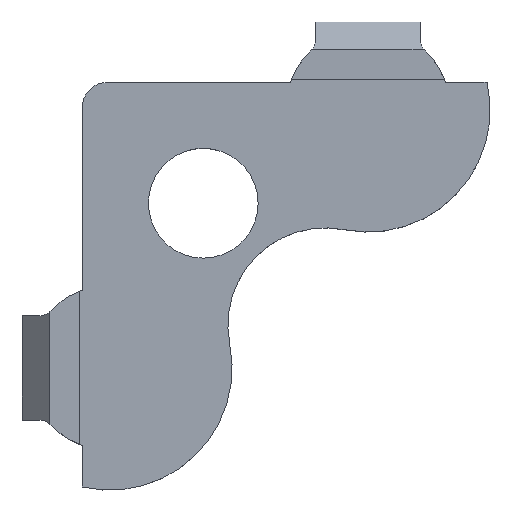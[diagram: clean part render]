
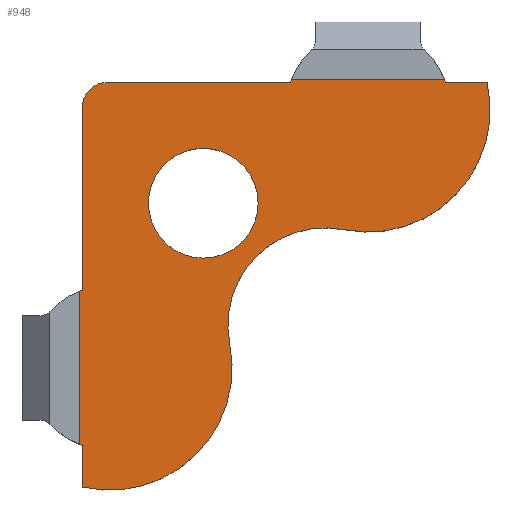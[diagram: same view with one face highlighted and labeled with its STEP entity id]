
A CAD part, top view. The second image highlights one B-rep face of the part: STEP entity #948.
In plain terms, the highlighted planar face has unit normal (0, 0, 1).
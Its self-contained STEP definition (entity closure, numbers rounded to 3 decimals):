
#396 = VERTEX_POINT('',#397);
#397 = CARTESIAN_POINT('',(-52.2,48.414,0.5));
#403 = EDGE_CURVE('',#404,#396,#406,.T.);
#404 = VERTEX_POINT('',#405);
#405 = CARTESIAN_POINT('',(-52.25,48.396,0.5));
#406 = CIRCLE('',#407,1.5);
#407 = AXIS2_PLACEMENT_3D('',#408,#409,#410);
#408 = CARTESIAN_POINT('',(-51.7,47.,0.5));
#409 = DIRECTION('',(0.,0.,-1.));
#410 = DIRECTION('',(1.,0.,0.));
#467 = VERTEX_POINT('',#468);
#468 = CARTESIAN_POINT('',(-52.25,45.604,0.5));
#474 = EDGE_CURVE('',#475,#467,#477,.T.);
#475 = VERTEX_POINT('',#476);
#476 = CARTESIAN_POINT('',(-52.2,45.586,0.5));
#477 = CIRCLE('',#478,1.5);
#478 = AXIS2_PLACEMENT_3D('',#479,#480,#481);
#479 = CARTESIAN_POINT('',(-51.7,47.,0.5));
#480 = DIRECTION('',(0.,0.,-1.));
#481 = DIRECTION('',(1.,0.,0.));
#499 = EDGE_CURVE('',#475,#500,#502,.T.);
#500 = VERTEX_POINT('',#501);
#501 = CARTESIAN_POINT('',(-52.2,44.832,0.5));
#502 = LINE('',#503,#504);
#503 = CARTESIAN_POINT('',(-52.2,35.843,0.5));
#504 = VECTOR('',#505,1.);
#505 = DIRECTION('',(0.,-1.,0.));
#523 = EDGE_CURVE('',#524,#500,#526,.T.);
#524 = VERTEX_POINT('',#525);
#525 = CARTESIAN_POINT('',(-49.518,47.434,0.5));
#526 = CIRCLE('',#527,2.225);
#527 = AXIS2_PLACEMENT_3D('',#528,#529,#530);
#528 = CARTESIAN_POINT('',(-51.7,47.,0.5));
#529 = DIRECTION('',(0.,0.,-1.));
#530 = DIRECTION('',(1.,0.,0.));
#548 = VERTEX_POINT('',#549);
#549 = CARTESIAN_POINT('',(-47.434,49.518,0.5));
#555 = EDGE_CURVE('',#524,#548,#556,.T.);
#556 = CIRCLE('',#557,1.772);
#557 = AXIS2_PLACEMENT_3D('',#558,#559,#560);
#558 = CARTESIAN_POINT('',(-47.78,47.78,0.5));
#559 = DIRECTION('',(0.,0.,-1.));
#560 = DIRECTION('',(1.,0.,0.));
#573 = EDGE_CURVE('',#574,#548,#576,.T.);
#574 = VERTEX_POINT('',#575);
#575 = CARTESIAN_POINT('',(-44.832,52.2,0.5));
#576 = CIRCLE('',#577,2.225);
#577 = AXIS2_PLACEMENT_3D('',#578,#579,#580);
#578 = CARTESIAN_POINT('',(-47.,51.7,0.5));
#579 = DIRECTION('',(0.,0.,-1.));
#580 = DIRECTION('',(1.,0.,0.));
#598 = VERTEX_POINT('',#599);
#599 = CARTESIAN_POINT('',(-45.586,52.2,0.5));
#605 = EDGE_CURVE('',#598,#574,#606,.T.);
#606 = LINE('',#607,#608);
#607 = CARTESIAN_POINT('',(-35.843,52.2,0.5));
#608 = VECTOR('',#609,1.);
#609 = DIRECTION('',(1.,0.,0.));
#622 = EDGE_CURVE('',#623,#598,#625,.T.);
#623 = VERTEX_POINT('',#624);
#624 = CARTESIAN_POINT('',(-45.604,52.25,0.5));
#625 = CIRCLE('',#626,1.5);
#626 = AXIS2_PLACEMENT_3D('',#627,#628,#629);
#627 = CARTESIAN_POINT('',(-47.,51.7,0.5));
#628 = DIRECTION('',(0.,0.,-1.));
#629 = DIRECTION('',(1.,0.,0.));
#814 = VERTEX_POINT('',#815);
#815 = CARTESIAN_POINT('',(-48.396,52.25,0.5));
#821 = EDGE_CURVE('',#822,#814,#824,.T.);
#822 = VERTEX_POINT('',#823);
#823 = CARTESIAN_POINT('',(-48.414,52.2,0.5));
#824 = CIRCLE('',#825,1.5);
#825 = AXIS2_PLACEMENT_3D('',#826,#827,#828);
#826 = CARTESIAN_POINT('',(-47.,51.7,0.5));
#827 = DIRECTION('',(0.,0.,-1.));
#828 = DIRECTION('',(1.,0.,0.));
#846 = EDGE_CURVE('',#822,#847,#849,.T.);
#847 = VERTEX_POINT('',#848);
#848 = CARTESIAN_POINT('',(-51.75,52.2,0.5));
#849 = LINE('',#850,#851);
#850 = CARTESIAN_POINT('',(-37.257,52.2,0.5));
#851 = VECTOR('',#852,1.);
#852 = DIRECTION('',(-1.,0.,0.));
#870 = EDGE_CURVE('',#871,#847,#873,.T.);
#871 = VERTEX_POINT('',#872);
#872 = CARTESIAN_POINT('',(-52.2,51.75,0.5));
#873 = CIRCLE('',#874,0.45);
#874 = AXIS2_PLACEMENT_3D('',#875,#876,#877);
#875 = CARTESIAN_POINT('',(-51.75,51.75,0.5));
#876 = DIRECTION('',(0.,0.,-1.));
#877 = DIRECTION('',(1.,0.,0.));
#895 = EDGE_CURVE('',#871,#396,#896,.T.);
#896 = LINE('',#897,#898);
#897 = CARTESIAN_POINT('',(-52.2,38.925,0.5));
#898 = VECTOR('',#899,1.);
#899 = DIRECTION('',(0.,-1.,0.));
#912 = VERTEX_POINT('',#913);
#913 = CARTESIAN_POINT('',(-49.,50.,0.5));
#919 = EDGE_CURVE('',#912,#912,#920,.T.);
#920 = CIRCLE('',#921,1.);
#921 = AXIS2_PLACEMENT_3D('',#922,#923,#924);
#922 = CARTESIAN_POINT('',(-50.,50.,0.5));
#923 = DIRECTION('',(0.,0.,-1.));
#924 = DIRECTION('',(1.,0.,0.));
#935 = EDGE_CURVE('',#467,#404,#936,.T.);
#936 = LINE('',#937,#938);
#937 = CARTESIAN_POINT('',(-52.25,0.,0.5));
#938 = VECTOR('',#939,1.);
#939 = DIRECTION('',(0.,1.,0.));
#948 = ADVANCED_FACE('',(#949,#970),#973,.T.);
#949 = FACE_BOUND('',#950,.T.);
#950 = EDGE_LOOP('',(#951,#957,#958,#959,#960,#961,#962,#963,#964,#965,
    #966,#967,#968,#969));
#951 = ORIENTED_EDGE('',*,*,#952,.F.);
#952 = EDGE_CURVE('',#814,#623,#953,.T.);
#953 = LINE('',#954,#955);
#954 = CARTESIAN_POINT('',(-51.8,52.25,0.5));
#955 = VECTOR('',#956,1.);
#956 = DIRECTION('',(1.,0.,0.));
#957 = ORIENTED_EDGE('',*,*,#821,.F.);
#958 = ORIENTED_EDGE('',*,*,#846,.T.);
#959 = ORIENTED_EDGE('',*,*,#870,.F.);
#960 = ORIENTED_EDGE('',*,*,#895,.T.);
#961 = ORIENTED_EDGE('',*,*,#403,.F.);
#962 = ORIENTED_EDGE('',*,*,#935,.F.);
#963 = ORIENTED_EDGE('',*,*,#474,.F.);
#964 = ORIENTED_EDGE('',*,*,#499,.T.);
#965 = ORIENTED_EDGE('',*,*,#523,.F.);
#966 = ORIENTED_EDGE('',*,*,#555,.T.);
#967 = ORIENTED_EDGE('',*,*,#573,.F.);
#968 = ORIENTED_EDGE('',*,*,#605,.F.);
#969 = ORIENTED_EDGE('',*,*,#622,.F.);
#970 = FACE_BOUND('',#971,.T.);
#971 = EDGE_LOOP('',(#972));
#972 = ORIENTED_EDGE('',*,*,#919,.T.);
#973 = PLANE('',#974);
#974 = AXIS2_PLACEMENT_3D('',#975,#976,#977);
#975 = CARTESIAN_POINT('',(-26.1,26.1,0.5));
#976 = DIRECTION('',(0.,0.,1.));
#977 = DIRECTION('',(1.,0.,0.));
